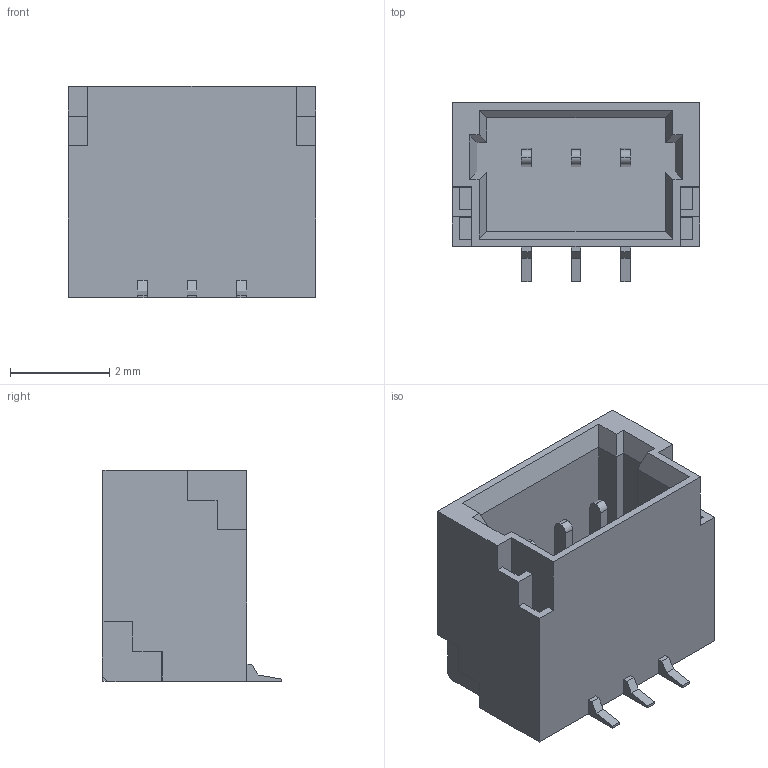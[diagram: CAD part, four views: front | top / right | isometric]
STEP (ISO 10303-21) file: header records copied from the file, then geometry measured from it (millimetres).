
FILE_DESCRIPTION (( 'STEP AP214' ), '1' );
FILE_NAME ('CONN-SMD_SR1.00-LS-3P.step', '2022-08-08T03:32:44', ( '' ), ( '' ), 'SwSTEP 2.0', 'SolidWorks 2020', '' );
FILE_SCHEMA (( 'AUTOMOTIVE_DESIGN' ));
Length unit declared in the file: millimetre
Products named in the file (1): CONN-SMD_SR1.00-LS-3P
Bounding box: 5 x 3.61 x 4.26 mm (x, y, z)
Volume: 32.8 mm3; surface area: 161.2 mm2
Topology: 14 solids, 14 shells, 416 faces, 1115 edges, 738 vertices
Faces by surface type: plane 296, bspline 112, cylinder 8
Entity records: 18770 total; most frequent: CARTESIAN_POINT 4374, ORIENTED_EDGE 2230, DIRECTION 1513, EDGE_CURVE 1115, VECTOR 871, LINE 871, VERTEX_POINT 738, EDGE_LOOP 439
